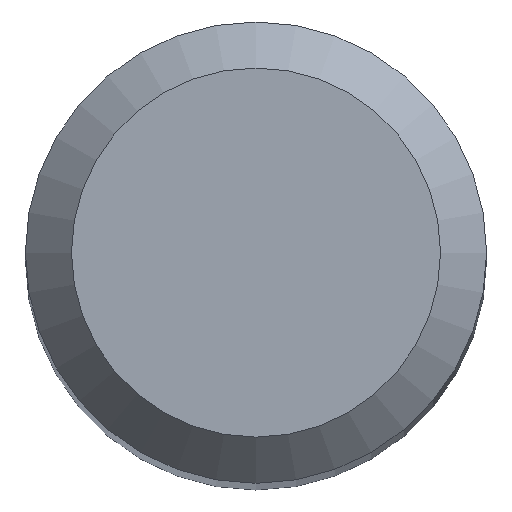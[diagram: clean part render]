
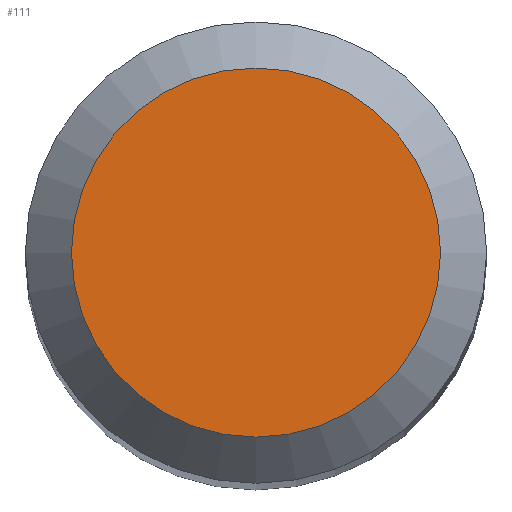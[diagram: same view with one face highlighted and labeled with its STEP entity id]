
A CAD part, top view. The second image highlights one B-rep face of the part: STEP entity #111.
In plain terms, the highlighted planar face has unit normal (0, 0, 1).
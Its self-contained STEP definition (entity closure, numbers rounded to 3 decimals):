
#18 = CARTESIAN_POINT ( 'NONE',  ( 0., 0., 38. ) ) ;
#19 = DIRECTION ( 'NONE',  ( 0., 1., 0. ) ) ;
#28 = AXIS2_PLACEMENT_3D ( 'NONE', #178, #35, #19 ) ;
#34 = VERTEX_POINT ( 'NONE', #188 ) ;
#35 = DIRECTION ( 'NONE',  ( 0., 0., -1. ) ) ;
#69 = EDGE_LOOP ( 'NONE', ( #198 ) ) ;
#103 = FACE_OUTER_BOUND ( 'NONE', #69, .T. ) ;
#111 = ADVANCED_FACE ( 'NONE', ( #103 ), #174, .F. ) ;
#118 = EDGE_CURVE ( 'NONE', #34, #34, #119, .T. ) ;
#119 = CIRCLE ( 'NONE', #207, 1.2 ) ;
#123 = DIRECTION ( 'NONE',  ( 0., 0., -1. ) ) ;
#158 = DIRECTION ( 'NONE',  ( 0., 1., 0. ) ) ;
#174 = PLANE ( 'NONE',  #28 ) ;
#178 = CARTESIAN_POINT ( 'NONE',  ( 0., 0., 38. ) ) ;
#188 = CARTESIAN_POINT ( 'NONE',  ( 0., 1.2, 38. ) ) ;
#198 = ORIENTED_EDGE ( 'NONE', *, *, #118, .F. ) ;
#207 = AXIS2_PLACEMENT_3D ( 'NONE', #18, #123, #158 ) ;
